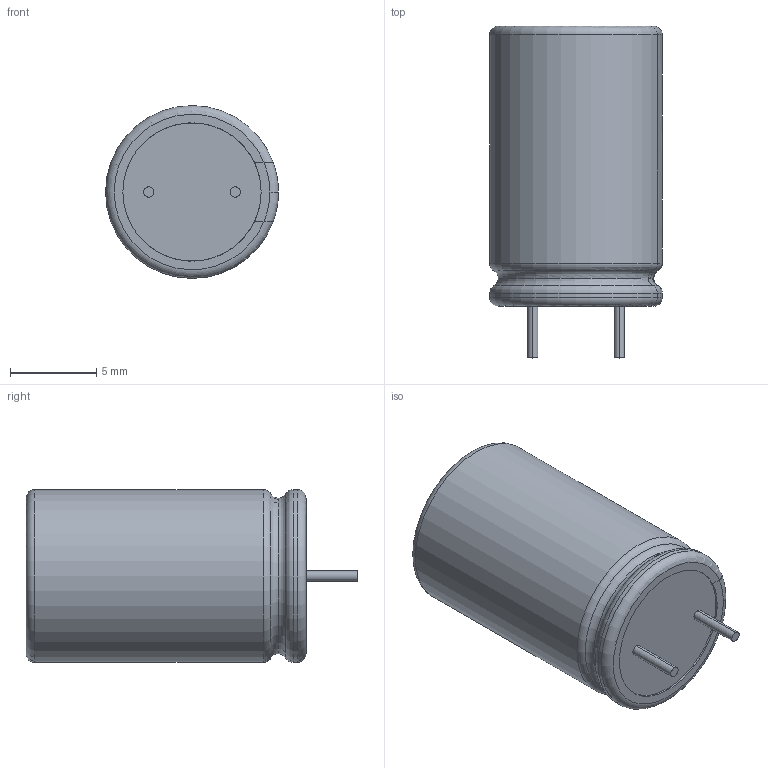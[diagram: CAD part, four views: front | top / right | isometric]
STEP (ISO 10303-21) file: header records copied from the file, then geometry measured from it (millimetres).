
FILE_DESCRIPTION (( 'STEP AP214' ), '1' );
FILE_NAME ('CAP_pol_DIP_D10x16mm.STEP', '2023-04-17T12:22:54', ( 'Elessar' ), ( '' ), 'SwSTEP 2.0', 'SolidWorks 2018', '' );
FILE_SCHEMA (( 'AUTOMOTIVE_DESIGN' ));
Length unit declared in the file: millimetre
Products named in the file (1): CAP_pol_DIP_D10x16mm
Bounding box: 10 x 19.2 x 10 mm (x, y, z)
Volume: 1247.7 mm3; surface area: 677.1 mm2
Topology: 1 solids, 1 shells, 72 faces, 176 edges, 108 vertices
Faces by surface type: torus 34, cylinder 26, plane 12
Entity records: 2568 total; most frequent: CARTESIAN_POINT 499, DIRECTION 398, ORIENTED_EDGE 352, AXIS2_PLACEMENT_3D 177, EDGE_CURVE 176, VERTEX_POINT 108, CIRCLE 104, EDGE_LOOP 74
